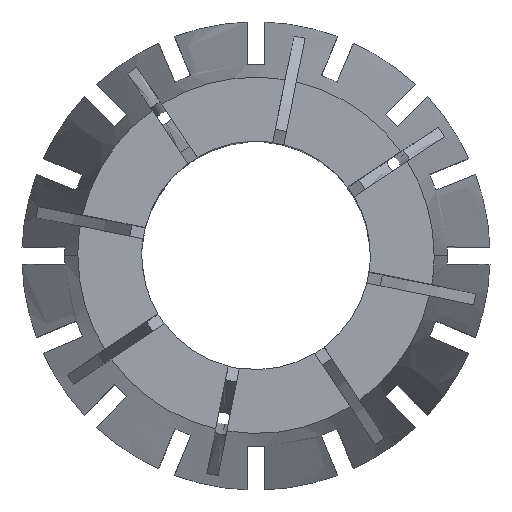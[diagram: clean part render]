
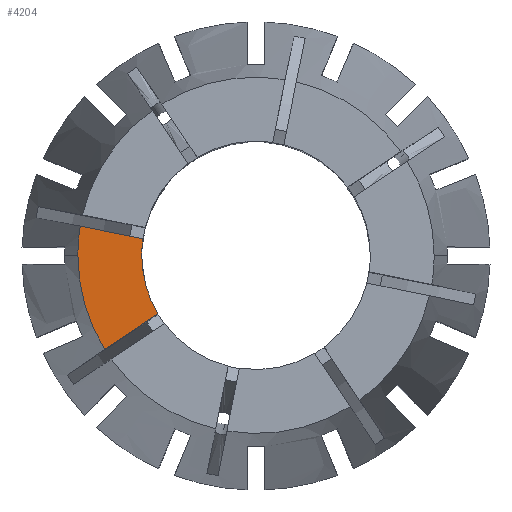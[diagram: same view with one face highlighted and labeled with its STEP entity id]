
A CAD part, top view. The second image highlights one B-rep face of the part: STEP entity #4204.
In plain terms, the highlighted planar face has unit normal (0, 0, 1).
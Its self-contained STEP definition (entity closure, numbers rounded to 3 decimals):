
#64 = EDGE_CURVE ( 'NONE', #3903, #2090, #3720, .T. ) ;
#154 = EDGE_CURVE ( 'NONE', #3243, #1633, #322, .T. ) ;
#193 = DIRECTION ( 'NONE',  ( 1., 0., 0. ) ) ;
#293 = DIRECTION ( 'NONE',  ( 1., 0., 0. ) ) ;
#322 = LINE ( 'NONE', #3641, #1658 ) ;
#571 = ORIENTED_EDGE ( 'NONE', *, *, #154, .T. ) ;
#661 = CARTESIAN_POINT ( 'NONE',  ( -13.238, -8.244, 0. ) ) ;
#1311 = PLANE ( 'NONE',  #5264 ) ;
#1375 = CARTESIAN_POINT ( 'NONE',  ( 0., 0., 0. ) ) ;
#1511 = EDGE_LOOP ( 'NONE', ( #6875, #1526, #6750, #571, #1947, #4782 ) ) ;
#1526 = ORIENTED_EDGE ( 'NONE', *, *, #5523, .T. ) ;
#1583 = DIRECTION ( 'NONE',  ( 1., 0., 0. ) ) ;
#1633 = VERTEX_POINT ( 'NONE', #6987 ) ;
#1658 = VECTOR ( 'NONE', #4668, 1000. ) ;
#1675 = CARTESIAN_POINT ( 'NONE',  ( -0.098, -0.49, 0. ) ) ;
#1920 = CARTESIAN_POINT ( 'NONE',  ( 0., 0., 0. ) ) ;
#1942 = AXIS2_PLACEMENT_3D ( 'NONE', #1375, #5804, #293 ) ;
#1947 = ORIENTED_EDGE ( 'NONE', *, *, #2811, .F. ) ;
#2090 = VERTEX_POINT ( 'NONE', #4632 ) ;
#2446 = AXIS2_PLACEMENT_3D ( 'NONE', #4972, #3350, #5581 ) ;
#2522 = VERTEX_POINT ( 'NONE', #5054 ) ;
#2571 = CIRCLE ( 'NONE', #6209, 15.595 ) ;
#2704 = DIRECTION ( 'NONE',  ( 0., 0., 1. ) ) ;
#2811 = EDGE_CURVE ( 'NONE', #5925, #1633, #7007, .T. ) ;
#3056 = CARTESIAN_POINT ( 'NONE',  ( 0., 0., 0. ) ) ;
#3243 = VERTEX_POINT ( 'NONE', #661 ) ;
#3350 = DIRECTION ( 'NONE',  ( 0., 0., 1. ) ) ;
#3465 = EDGE_CURVE ( 'NONE', #2522, #3243, #2571, .T. ) ;
#3641 = CARTESIAN_POINT ( 'NONE',  ( -0.278, 0.416, 0. ) ) ;
#3720 = LINE ( 'NONE', #1675, #6488 ) ;
#3903 = VERTEX_POINT ( 'NONE', #6222 ) ;
#4017 = CIRCLE ( 'NONE', #1942, 15.595 ) ;
#4204 = ADVANCED_FACE ( 'NONE', ( #4358 ), #1311, .F. ) ;
#4358 = FACE_OUTER_BOUND ( 'NONE', #1511, .T. ) ;
#4632 = CARTESIAN_POINT ( 'NONE',  ( -9.893, 1.458, 0. ) ) ;
#4668 = DIRECTION ( 'NONE',  ( 0.831, 0.556, 0. ) ) ;
#4782 = ORIENTED_EDGE ( 'NONE', *, *, #6499, .F. ) ;
#4904 = DIRECTION ( 'NONE',  ( 0.981, -0.195, 0. ) ) ;
#4972 = CARTESIAN_POINT ( 'NONE',  ( 0., 0., 0. ) ) ;
#5054 = CARTESIAN_POINT ( 'NONE',  ( -15.595, 0., 0. ) ) ;
#5264 = AXIS2_PLACEMENT_3D ( 'NONE', #3056, #6982, #7032 ) ;
#5445 = AXIS2_PLACEMENT_3D ( 'NONE', #6072, #2704, #1583 ) ;
#5523 = EDGE_CURVE ( 'NONE', #3903, #2522, #4017, .T. ) ;
#5581 = DIRECTION ( 'NONE',  ( 1., 0., 0. ) ) ;
#5804 = DIRECTION ( 'NONE',  ( 0., 0., 1. ) ) ;
#5925 = VERTEX_POINT ( 'NONE', #6631 ) ;
#6072 = CARTESIAN_POINT ( 'NONE',  ( 0., 0., 0. ) ) ;
#6209 = AXIS2_PLACEMENT_3D ( 'NONE', #1920, #6946, #193 ) ;
#6222 = CARTESIAN_POINT ( 'NONE',  ( -15.385, 2.551, 0. ) ) ;
#6488 = VECTOR ( 'NONE', #4904, 1000. ) ;
#6499 = EDGE_CURVE ( 'NONE', #2090, #5925, #6799, .T. ) ;
#6631 = CARTESIAN_POINT ( 'NONE',  ( -10., 0., 0. ) ) ;
#6750 = ORIENTED_EDGE ( 'NONE', *, *, #3465, .T. ) ;
#6799 = CIRCLE ( 'NONE', #2446, 10. ) ;
#6875 = ORIENTED_EDGE ( 'NONE', *, *, #64, .F. ) ;
#6946 = DIRECTION ( 'NONE',  ( 0., 0., 1. ) ) ;
#6982 = DIRECTION ( 'NONE',  ( 0., 0., -1. ) ) ;
#6987 = CARTESIAN_POINT ( 'NONE',  ( -8.582, -5.133, 0. ) ) ;
#7007 = CIRCLE ( 'NONE', #5445, 10. ) ;
#7032 = DIRECTION ( 'NONE',  ( -1., 0., 0. ) ) ;
